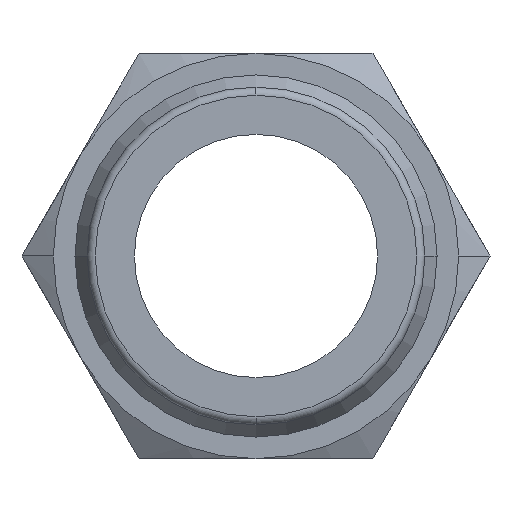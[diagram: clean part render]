
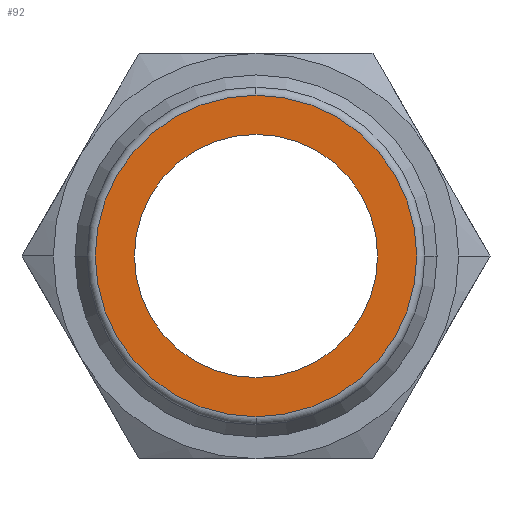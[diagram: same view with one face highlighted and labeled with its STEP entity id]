
A CAD part, front view. The second image highlights one B-rep face of the part: STEP entity #92.
In plain terms, the highlighted planar face has unit normal (0, -1, 0).
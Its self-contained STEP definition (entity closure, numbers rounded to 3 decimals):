
#92=ADVANCED_FACE('',(#210,#211),#212,.T.);
#210=FACE_BOUND('',#353,.T.);
#211=FACE_OUTER_BOUND('',#354,.T.);
#212=PLANE('',#355);
#353=EDGE_LOOP('',(#559,#560));
#354=EDGE_LOOP('',(#561,#562,#563));
#355=AXIS2_PLACEMENT_3D('',#564,#565,#566);
#559=ORIENTED_EDGE('',*,*,#825,.T.);
#560=ORIENTED_EDGE('',*,*,#882,.T.);
#561=ORIENTED_EDGE('',*,*,#883,.F.);
#562=ORIENTED_EDGE('',*,*,#884,.F.);
#563=ORIENTED_EDGE('',*,*,#833,.F.);
#564=CARTESIAN_POINT('',(2.975,0.0,0.0));
#565=DIRECTION('',(-0.0,-1.0,-0.0));
#566=DIRECTION('',(-1.0,0.0,0.0));
#825=EDGE_CURVE('',#970,#968,#971,.T.);
#833=EDGE_CURVE('',#983,#976,#985,.T.);
#882=EDGE_CURVE('',#968,#970,#1061,.T.);
#883=EDGE_CURVE('',#1062,#983,#1063,.T.);
#884=EDGE_CURVE('',#976,#1062,#1064,.T.);
#968=VERTEX_POINT('',#1164);
#970=VERTEX_POINT('',#1167);
#971=CIRCLE('',#1168,4.5);
#976=VERTEX_POINT('',#1174);
#983=VERTEX_POINT('',#1181);
#985=CIRCLE('',#1183,5.95);
#1061=CIRCLE('',#1372,4.5);
#1062=VERTEX_POINT('',#1373);
#1063=CIRCLE('',#1374,5.95);
#1064=CIRCLE('',#1375,5.95);
#1164=CARTESIAN_POINT('',(4.5,0.0,0.));
#1167=CARTESIAN_POINT('',(-4.5,0.0,0.));
#1168=AXIS2_PLACEMENT_3D('',#1524,#1525,#1526);
#1174=CARTESIAN_POINT('',(0.,0.0,5.95));
#1181=CARTESIAN_POINT('',(0.,0.0,-5.95));
#1183=AXIS2_PLACEMENT_3D('',#1543,#1544,#1545);
#1372=AXIS2_PLACEMENT_3D('',#1605,#1606,#1607);
#1373=CARTESIAN_POINT('',(5.95,0.0,0.0));
#1374=AXIS2_PLACEMENT_3D('',#1608,#1609,#1610);
#1375=AXIS2_PLACEMENT_3D('',#1611,#1612,#1613);
#1524=CARTESIAN_POINT('',(0.0,0.0,0.0));
#1525=DIRECTION('',(-0.0,1.0,0.0));
#1526=DIRECTION('',(1.0,0.0,0.0));
#1543=CARTESIAN_POINT('',(0.0,0.0,0.0));
#1544=DIRECTION('',(-0.0,1.0,0.0));
#1545=DIRECTION('',(1.0,0.0,0.0));
#1605=CARTESIAN_POINT('',(0.0,0.0,0.0));
#1606=DIRECTION('',(-0.0,1.0,0.0));
#1607=DIRECTION('',(1.0,0.0,0.0));
#1608=CARTESIAN_POINT('',(0.0,0.0,0.0));
#1609=DIRECTION('',(-0.0,1.0,0.0));
#1610=DIRECTION('',(1.0,0.0,0.0));
#1611=CARTESIAN_POINT('',(0.0,0.0,0.0));
#1612=DIRECTION('',(-0.0,1.0,0.0));
#1613=DIRECTION('',(1.0,0.0,0.0));
